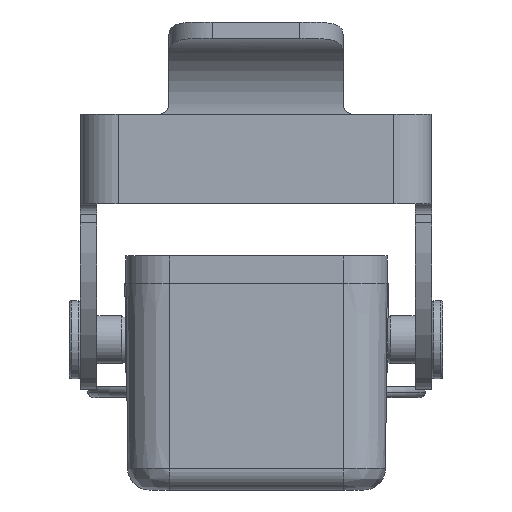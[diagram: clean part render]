
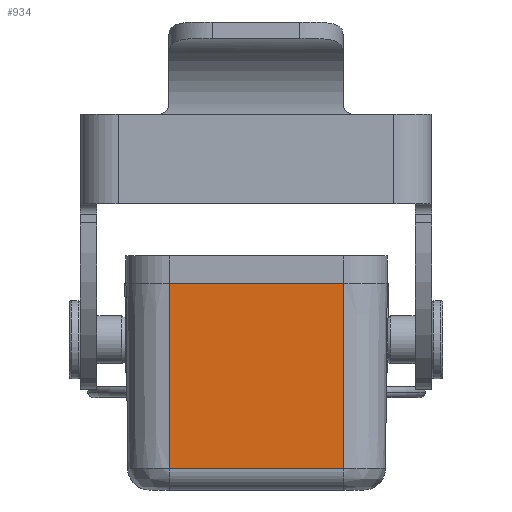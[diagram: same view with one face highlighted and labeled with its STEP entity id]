
A CAD part, front view. The second image highlights one B-rep face of the part: STEP entity #934.
In plain terms, the highlighted planar face has unit normal (0, -1, -0.009).
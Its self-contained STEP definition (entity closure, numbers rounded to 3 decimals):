
#159=FACE_OUTER_BOUND('',#1489,.T.);
#318=PLANE('',#3508);
#447=LINE('',#4914,#688);
#479=LINE('',#5201,#720);
#480=LINE('',#5203,#721);
#481=LINE('',#5205,#722);
#688=VECTOR('',#3897,1.);
#720=VECTOR('',#3953,1.);
#721=VECTOR('',#3954,1.);
#722=VECTOR('',#3955,1.);
#934=ADVANCED_FACE('',(#159),#318,.T.);
#1489=EDGE_LOOP('',(#1801,#1802,#1803,#1804));
#1801=ORIENTED_EDGE('',*,*,#3061,.T.);
#1802=ORIENTED_EDGE('',*,*,#3062,.T.);
#1803=ORIENTED_EDGE('',*,*,#3063,.T.);
#1804=ORIENTED_EDGE('',*,*,#3012,.F.);
#2695=VERTEX_POINT('',#4913);
#2696=VERTEX_POINT('',#4915);
#2733=VERTEX_POINT('',#5202);
#2734=VERTEX_POINT('',#5204);
#3012=EDGE_CURVE('',#2695,#2696,#447,.T.);
#3061=EDGE_CURVE('',#2695,#2733,#479,.T.);
#3062=EDGE_CURVE('',#2733,#2734,#480,.T.);
#3063=EDGE_CURVE('',#2734,#2696,#481,.T.);
#3508=AXIS2_PLACEMENT_3D('',#5206,#3956,#3957);
#3897=DIRECTION('',(1.,0.,0.));
#3953=DIRECTION('',(0.,0.009,-1.));
#3954=DIRECTION('',(1.,0.,0.));
#3955=DIRECTION('',(0.,-0.009,1.));
#3956=DIRECTION('',(0.,-1.,-0.009));
#3957=DIRECTION('',(0.,0.009,-1.));
#4913=CARTESIAN_POINT('',(4.,-24.,19.));
#4914=CARTESIAN_POINT('',(12.,-24.,19.));
#4915=CARTESIAN_POINT('',(20.,-24.,19.));
#5201=CARTESIAN_POINT('',(4.,-24.,19.));
#5202=CARTESIAN_POINT('',(4.,-23.851,1.983));
#5203=CARTESIAN_POINT('',(12.,-23.851,1.983));
#5204=CARTESIAN_POINT('',(20.,-23.851,1.983));
#5205=CARTESIAN_POINT('',(20.,-24.,19.));
#5206=CARTESIAN_POINT('',(12.,-24.,19.));
